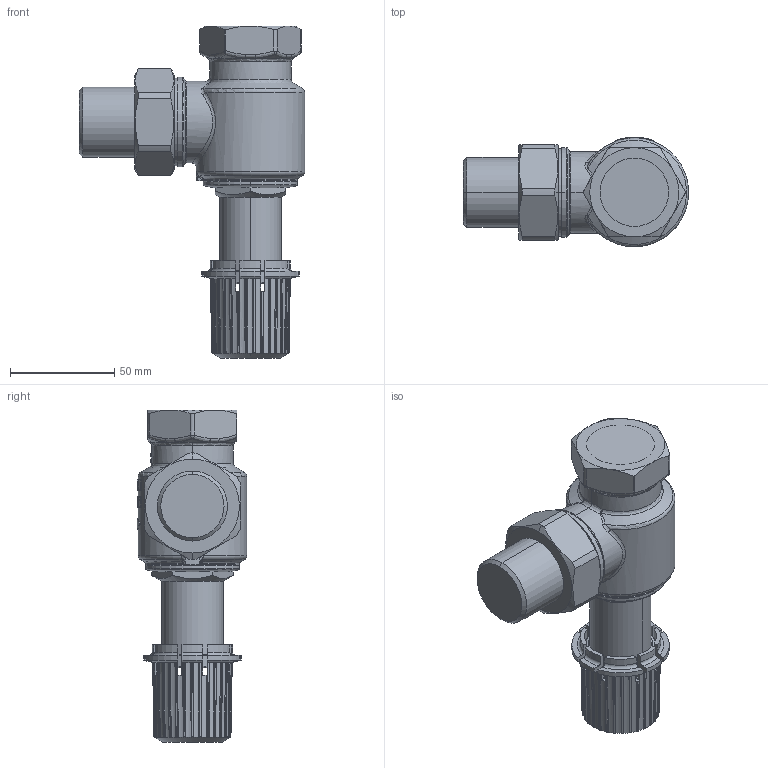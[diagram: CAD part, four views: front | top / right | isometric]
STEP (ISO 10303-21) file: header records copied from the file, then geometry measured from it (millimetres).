
FILE_DESCRIPTION((''),'2;1');
FILE_NAME('003L6013-BIM_SW0001','2023-05-15T09:19:08',('F09560'),(''),'CREO PARAMETRIC BY PTC INC, 2022124','CREO PARAMETRIC BY PTC INC, 2022124','');
FILE_SCHEMA(('AUTOMOTIVE_DESIGN { 1 0 10303 214 1 1 1 1 }'));
Products named in the file (1): 003L6013-BIM_SW0001
Bounding box: 107.9 x 52.39 x 159 mm (x, y, z)
Volume: 147570 mm3; surface area: 66570.7 mm2
Topology: 1 solids, 1 shells, 880 faces, 2423 edges, 1561 vertices
Faces by surface type: cylinder 254, plane 218, bspline 179, cone 113, extrusion 72, torus 34, sphere 10
Entity records: 45590 total; most frequent: CARTESIAN_POINT 21163, ORIENTED_EDGE 4846, DIRECTION 3292, EDGE_CURVE 2423, VERTEX_POINT 1561, AXIS2_PLACEMENT_3D 1237, B_SPLINE_CURVE_WITH_KNOTS 1155, EDGE_LOOP 916
